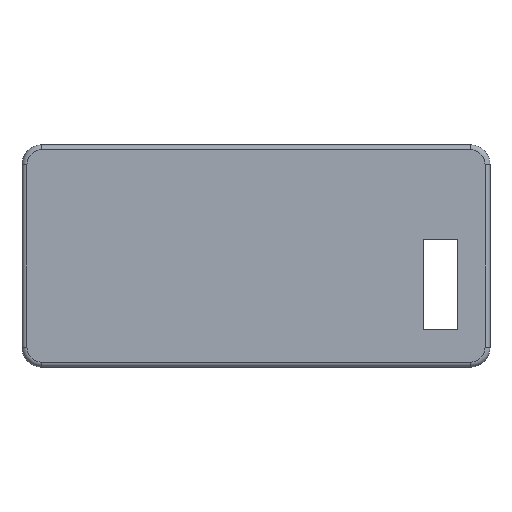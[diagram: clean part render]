
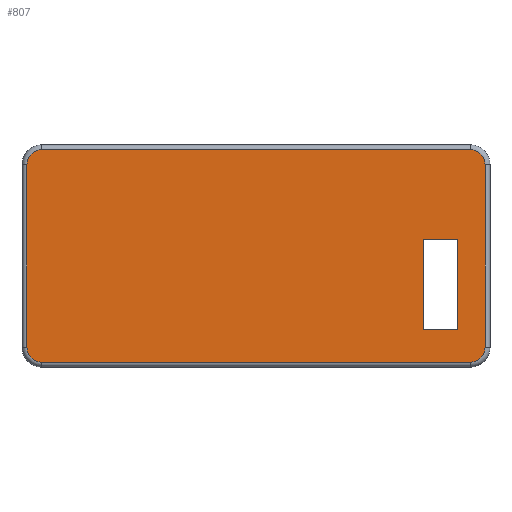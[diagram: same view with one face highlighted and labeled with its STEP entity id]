
A CAD part, top view. The second image highlights one B-rep face of the part: STEP entity #807.
In plain terms, the highlighted planar face has unit normal (0, 0, 1).
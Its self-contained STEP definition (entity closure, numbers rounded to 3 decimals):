
#127 = VERTEX_POINT('',#128);
#128 = CARTESIAN_POINT('',(-23.3,9.3,2.));
#137 = VERTEX_POINT('',#138);
#138 = CARTESIAN_POINT('',(-23.3,-9.3,2.));
#145 = EDGE_CURVE('',#127,#137,#146,.T.);
#146 = LINE('',#147,#148);
#147 = CARTESIAN_POINT('',(-23.3,9.3,2.));
#148 = VECTOR('',#149,1.);
#149 = DIRECTION('',(0.,-1.,0.));
#736 = EDGE_CURVE('',#137,#737,#739,.T.);
#737 = VERTEX_POINT('',#738);
#738 = CARTESIAN_POINT('',(-21.8,-10.8,2.));
#739 = CIRCLE('',#740,1.5);
#740 = AXIS2_PLACEMENT_3D('',#741,#742,#743);
#741 = CARTESIAN_POINT('',(-21.8,-9.3,2.));
#742 = DIRECTION('',(0.,0.,1.));
#743 = DIRECTION('',(-1.,0.,0.));
#786 = VERTEX_POINT('',#787);
#787 = CARTESIAN_POINT('',(-21.8,10.8,2.));
#794 = EDGE_CURVE('',#786,#127,#795,.T.);
#795 = CIRCLE('',#796,1.5);
#796 = AXIS2_PLACEMENT_3D('',#797,#798,#799);
#797 = CARTESIAN_POINT('',(-21.8,9.3,2.));
#798 = DIRECTION('',(0.,-0.,1.));
#799 = DIRECTION('',(0.,1.,0.));
#807 = ADVANCED_FACE('',(#808,#853),#887,.T.);
#808 = FACE_BOUND('',#809,.T.);
#809 = EDGE_LOOP('',(#810,#820,#829,#835,#836,#837,#838,#846));
#810 = ORIENTED_EDGE('',*,*,#811,.T.);
#811 = EDGE_CURVE('',#812,#814,#816,.T.);
#812 = VERTEX_POINT('',#813);
#813 = CARTESIAN_POINT('',(23.3,-9.3,2.));
#814 = VERTEX_POINT('',#815);
#815 = CARTESIAN_POINT('',(23.3,9.3,2.));
#816 = LINE('',#817,#818);
#817 = CARTESIAN_POINT('',(23.3,-9.3,2.));
#818 = VECTOR('',#819,1.);
#819 = DIRECTION('',(0.,1.,0.));
#820 = ORIENTED_EDGE('',*,*,#821,.T.);
#821 = EDGE_CURVE('',#814,#822,#824,.T.);
#822 = VERTEX_POINT('',#823);
#823 = CARTESIAN_POINT('',(21.8,10.8,2.));
#824 = CIRCLE('',#825,1.5);
#825 = AXIS2_PLACEMENT_3D('',#826,#827,#828);
#826 = CARTESIAN_POINT('',(21.8,9.3,2.));
#827 = DIRECTION('',(0.,0.,1.));
#828 = DIRECTION('',(1.,0.,0.));
#829 = ORIENTED_EDGE('',*,*,#830,.T.);
#830 = EDGE_CURVE('',#822,#786,#831,.T.);
#831 = LINE('',#832,#833);
#832 = CARTESIAN_POINT('',(21.8,10.8,2.));
#833 = VECTOR('',#834,1.);
#834 = DIRECTION('',(-1.,0.,0.));
#835 = ORIENTED_EDGE('',*,*,#794,.T.);
#836 = ORIENTED_EDGE('',*,*,#145,.T.);
#837 = ORIENTED_EDGE('',*,*,#736,.T.);
#838 = ORIENTED_EDGE('',*,*,#839,.T.);
#839 = EDGE_CURVE('',#737,#840,#842,.T.);
#840 = VERTEX_POINT('',#841);
#841 = CARTESIAN_POINT('',(21.8,-10.8,2.));
#842 = LINE('',#843,#844);
#843 = CARTESIAN_POINT('',(-21.8,-10.8,2.));
#844 = VECTOR('',#845,1.);
#845 = DIRECTION('',(1.,0.,0.));
#846 = ORIENTED_EDGE('',*,*,#847,.T.);
#847 = EDGE_CURVE('',#840,#812,#848,.T.);
#848 = CIRCLE('',#849,1.5);
#849 = AXIS2_PLACEMENT_3D('',#850,#851,#852);
#850 = CARTESIAN_POINT('',(21.8,-9.3,2.));
#851 = DIRECTION('',(-0.,0.,1.));
#852 = DIRECTION('',(0.,-1.,0.));
#853 = FACE_BOUND('',#854,.T.);
#854 = EDGE_LOOP('',(#855,#865,#873,#881));
#855 = ORIENTED_EDGE('',*,*,#856,.F.);
#856 = EDGE_CURVE('',#857,#859,#861,.T.);
#857 = VERTEX_POINT('',#858);
#858 = CARTESIAN_POINT('',(17.,1.7,2.));
#859 = VERTEX_POINT('',#860);
#860 = CARTESIAN_POINT('',(17.,-7.5,2.));
#861 = LINE('',#862,#863);
#862 = CARTESIAN_POINT('',(17.,1.7,2.));
#863 = VECTOR('',#864,1.);
#864 = DIRECTION('',(0.,-1.,0.));
#865 = ORIENTED_EDGE('',*,*,#866,.F.);
#866 = EDGE_CURVE('',#867,#857,#869,.T.);
#867 = VERTEX_POINT('',#868);
#868 = CARTESIAN_POINT('',(20.5,1.7,2.));
#869 = LINE('',#870,#871);
#870 = CARTESIAN_POINT('',(20.5,1.7,2.));
#871 = VECTOR('',#872,1.);
#872 = DIRECTION('',(-1.,0.,0.));
#873 = ORIENTED_EDGE('',*,*,#874,.F.);
#874 = EDGE_CURVE('',#875,#867,#877,.T.);
#875 = VERTEX_POINT('',#876);
#876 = CARTESIAN_POINT('',(20.5,-7.5,2.));
#877 = LINE('',#878,#879);
#878 = CARTESIAN_POINT('',(20.5,-7.5,2.));
#879 = VECTOR('',#880,1.);
#880 = DIRECTION('',(0.,1.,0.));
#881 = ORIENTED_EDGE('',*,*,#882,.F.);
#882 = EDGE_CURVE('',#859,#875,#883,.T.);
#883 = LINE('',#884,#885);
#884 = CARTESIAN_POINT('',(17.,-7.5,2.));
#885 = VECTOR('',#886,1.);
#886 = DIRECTION('',(1.,0.,0.));
#887 = PLANE('',#888);
#888 = AXIS2_PLACEMENT_3D('',#889,#890,#891);
#889 = CARTESIAN_POINT('',(0.,0.,2.));
#890 = DIRECTION('',(0.,0.,1.));
#891 = DIRECTION('',(1.,0.,0.));
